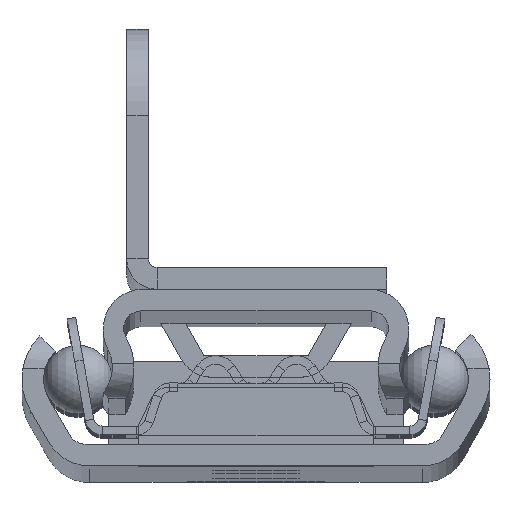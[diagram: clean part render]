
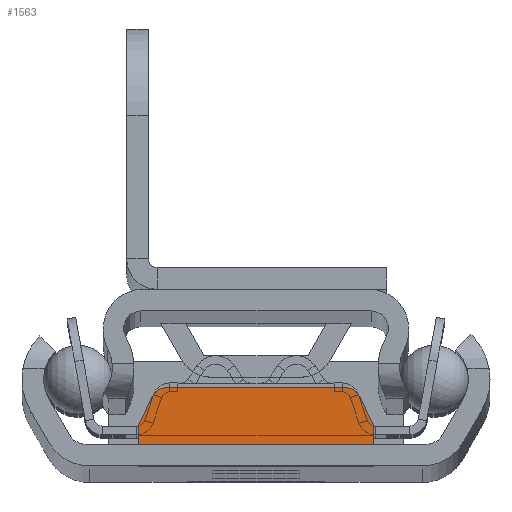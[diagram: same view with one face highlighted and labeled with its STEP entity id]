
A CAD part, top view. The second image highlights one B-rep face of the part: STEP entity #1563.
In plain terms, the highlighted planar face has unit normal (0, 0, 1).
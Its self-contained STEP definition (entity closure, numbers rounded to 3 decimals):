
#312=DIRECTION('',(1.,0.,0.));
#313=VECTOR('',#312,13.5);
#314=CARTESIAN_POINT('',(-6.75,1.25,-6.75));
#315=LINE('',#314,#313);
#434=DIRECTION('',(-0.423,0.906,0.));
#435=VECTOR('',#434,1.729);
#436=CARTESIAN_POINT('',(6.75,2.405,-6.75));
#437=LINE('',#436,#435);
#438=DIRECTION('',(0.,1.,0.));
#439=VECTOR('',#438,1.155);
#440=CARTESIAN_POINT('',(6.75,1.25,-6.75));
#441=LINE('',#440,#439);
#442=DIRECTION('',(0.,-1.,0.));
#443=VECTOR('',#442,1.155);
#444=CARTESIAN_POINT('',(-6.75,2.405,-6.75));
#445=LINE('',#444,#443);
#446=DIRECTION('',(-0.423,-0.906,0.));
#447=VECTOR('',#446,1.729);
#448=CARTESIAN_POINT('',(-6.019,3.973,-6.75));
#449=LINE('',#448,#447);
#450=DIRECTION('',(-1.,0.,0.));
#451=VECTOR('',#450,10.226);
#452=CARTESIAN_POINT('',(5.113,4.55,-6.75));
#453=LINE('',#452,#451);
#467=CARTESIAN_POINT('',(5.113,3.55,-6.75));
#468=DIRECTION('',(0.,0.,1.));
#469=DIRECTION('',(0.906,0.423,0.));
#470=AXIS2_PLACEMENT_3D('',#467,#468,#469);
#485=CARTESIAN_POINT('',(-5.113,3.55,-6.75));
#486=DIRECTION('',(0.,0.,1.));
#487=DIRECTION('',(0.,1.,0.));
#488=AXIS2_PLACEMENT_3D('',#485,#486,#487);
#867=CARTESIAN_POINT('',(-6.75,2.405,-6.75));
#869=VERTEX_POINT('',#867);
#871=CARTESIAN_POINT('',(6.75,2.405,-6.75));
#873=VERTEX_POINT('',#871);
#874=CARTESIAN_POINT('',(-6.75,1.25,-6.75));
#875=CARTESIAN_POINT('',(6.75,1.25,-6.75));
#876=VERTEX_POINT('',#874);
#877=VERTEX_POINT('',#875);
#902=CARTESIAN_POINT('',(5.113,4.55,-6.75));
#904=VERTEX_POINT('',#902);
#908=CARTESIAN_POINT('',(6.019,3.973,-6.75));
#909=VERTEX_POINT('',#908);
#910=CARTESIAN_POINT('',(-6.019,3.973,-6.75));
#912=VERTEX_POINT('',#910);
#916=CARTESIAN_POINT('',(-5.113,4.55,-6.75));
#917=VERTEX_POINT('',#916);
#1542=CARTESIAN_POINT('',(0.,0.,-6.75));
#1543=DIRECTION('',(0.,0.,1.));
#1544=DIRECTION('',(1.,0.,0.));
#1545=AXIS2_PLACEMENT_3D('',#1542,#1543,#1544);
#1546=PLANE('',#1545);
#1548=ORIENTED_EDGE('',*,*,#1547,.F.);
#1550=ORIENTED_EDGE('',*,*,#1549,.F.);
#1551=ORIENTED_EDGE('',*,*,#1533,.F.);
#1552=ORIENTED_EDGE('',*,*,#1377,.F.);
#1554=ORIENTED_EDGE('',*,*,#1553,.F.);
#1556=ORIENTED_EDGE('',*,*,#1555,.F.);
#1558=ORIENTED_EDGE('',*,*,#1557,.F.);
#1560=ORIENTED_EDGE('',*,*,#1559,.F.);
#1561=EDGE_LOOP('',(#1548,#1550,#1551,#1552,#1554,#1556,#1558,#1560));
#1562=FACE_OUTER_BOUND('',#1561,.F.);
#1563=ADVANCED_FACE('',(#1562),#1546,.T.);
#471=CIRCLE('',#470,1.);
#489=CIRCLE('',#488,1.);
#1377=EDGE_CURVE('',#876,#877,#315,.T.);
#1533=EDGE_CURVE('',#877,#873,#441,.T.);
#1547=EDGE_CURVE('',#909,#904,#471,.T.);
#1549=EDGE_CURVE('',#873,#909,#437,.T.);
#1553=EDGE_CURVE('',#869,#876,#445,.T.);
#1555=EDGE_CURVE('',#912,#869,#449,.T.);
#1557=EDGE_CURVE('',#917,#912,#489,.T.);
#1559=EDGE_CURVE('',#904,#917,#453,.T.);
